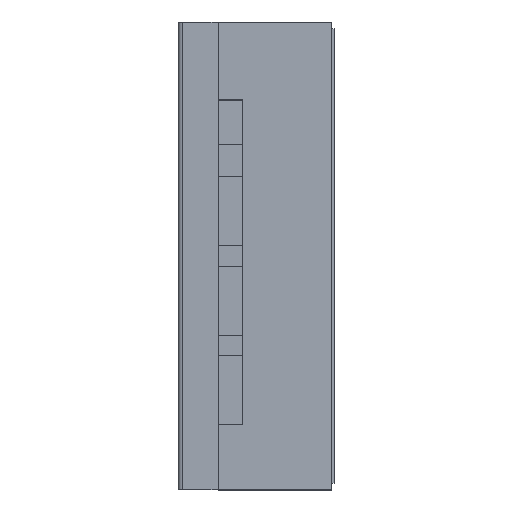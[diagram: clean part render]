
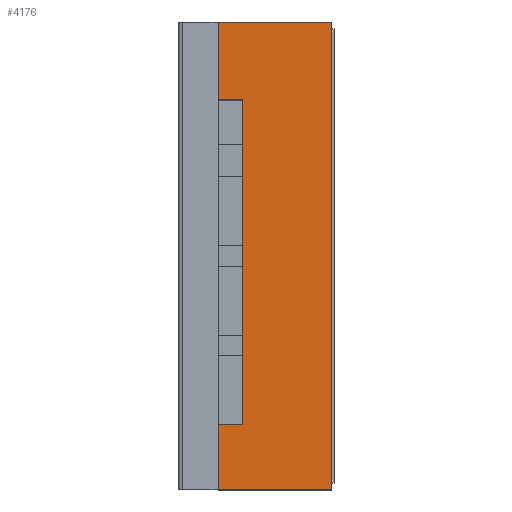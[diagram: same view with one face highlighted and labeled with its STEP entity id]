
A CAD part, left-side view. The second image highlights one B-rep face of the part: STEP entity #4176.
In plain terms, the highlighted planar face has unit normal (-1, 0, 0).
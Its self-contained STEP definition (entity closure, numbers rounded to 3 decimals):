
#80 = CARTESIAN_POINT ( 'NONE',  ( -37.5, 0., 52.5 ) ) ;
#122 = VECTOR ( 'NONE', #940, 1000. ) ;
#301 = CARTESIAN_POINT ( 'NONE',  ( -37.5, 25.5, -37.7 ) ) ;
#598 = CARTESIAN_POINT ( 'NONE',  ( -37.5, 25.5, -52.5 ) ) ;
#645 = EDGE_CURVE ( 'NONE', #1036, #2981, #1524, .T. ) ;
#659 = DIRECTION ( 'NONE',  ( 0., -1., 0. ) ) ;
#675 = CARTESIAN_POINT ( 'NONE',  ( -37.5, 25.5, 52.5 ) ) ;
#679 = VECTOR ( 'NONE', #659, 1000. ) ;
#715 = ORIENTED_EDGE ( 'NONE', *, *, #645, .T. ) ;
#778 = LINE ( 'NONE', #675, #679 ) ;
#920 = ORIENTED_EDGE ( 'NONE', *, *, #1634, .T. ) ;
#940 = DIRECTION ( 'NONE',  ( 0., 0., 1. ) ) ;
#959 = DIRECTION ( 'NONE',  ( 0., 1., 0. ) ) ;
#966 = CARTESIAN_POINT ( 'NONE',  ( -37.5, 20., 35. ) ) ;
#994 = CARTESIAN_POINT ( 'NONE',  ( -37.5, 20., 35. ) ) ;
#1036 = VERTEX_POINT ( 'NONE', #1684 ) ;
#1037 = EDGE_CURVE ( 'NONE', #2806, #2846, #3553, .T. ) ;
#1088 = FACE_OUTER_BOUND ( 'NONE', #5955, .T. ) ;
#1104 = EDGE_CURVE ( 'NONE', #5125, #2846, #3226, .T. ) ;
#1107 = LINE ( 'NONE', #1244, #5623 ) ;
#1139 = EDGE_CURVE ( 'NONE', #1926, #1587, #2550, .T. ) ;
#1212 = DIRECTION ( 'NONE',  ( 0., -1., 0. ) ) ;
#1230 = EDGE_CURVE ( 'NONE', #2279, #1926, #1648, .T. ) ;
#1244 = CARTESIAN_POINT ( 'NONE',  ( -37.5, 25.5, -52.5 ) ) ;
#1294 = EDGE_CURVE ( 'NONE', #1587, #2981, #778, .T. ) ;
#1307 = DIRECTION ( 'NONE',  ( 0., 0., 1. ) ) ;
#1396 = CARTESIAN_POINT ( 'NONE',  ( -37.5, 25.5, -52.5 ) ) ;
#1413 = DIRECTION ( 'NONE',  ( 0., 1., 0. ) ) ;
#1470 = CARTESIAN_POINT ( 'NONE',  ( -37.5, 20., -37.7 ) ) ;
#1524 = LINE ( 'NONE', #3371, #3216 ) ;
#1587 = VERTEX_POINT ( 'NONE', #1782 ) ;
#1634 = EDGE_CURVE ( 'NONE', #2806, #1036, #1107, .T. ) ;
#1636 = EDGE_CURVE ( 'NONE', #5125, #2279, #5310, .T. ) ;
#1648 = LINE ( 'NONE', #966, #1744 ) ;
#1656 = DIRECTION ( 'NONE',  ( 0., 0., 1. ) ) ;
#1684 = CARTESIAN_POINT ( 'NONE',  ( -37.5, 0., -52.5 ) ) ;
#1695 = CARTESIAN_POINT ( 'NONE',  ( -37.5, 25.5, -52.5 ) ) ;
#1725 = ORIENTED_EDGE ( 'NONE', *, *, #1037, .F. ) ;
#1744 = VECTOR ( 'NONE', #959, 1000. ) ;
#1782 = CARTESIAN_POINT ( 'NONE',  ( -37.5, 25.5, 52.5 ) ) ;
#1926 = VERTEX_POINT ( 'NONE', #4862 ) ;
#2242 = ORIENTED_EDGE ( 'NONE', *, *, #1230, .F. ) ;
#2279 = VERTEX_POINT ( 'NONE', #3560 ) ;
#2282 = DIRECTION ( 'NONE',  ( 1., 0., 0. ) ) ;
#2478 = VECTOR ( 'NONE', #1307, 1000. ) ;
#2550 = LINE ( 'NONE', #1396, #2478 ) ;
#2661 = AXIS2_PLACEMENT_3D ( 'NONE', #3658, #2282, #4122 ) ;
#2806 = VERTEX_POINT ( 'NONE', #598 ) ;
#2846 = VERTEX_POINT ( 'NONE', #301 ) ;
#2858 = VECTOR ( 'NONE', #1413, 1000. ) ;
#2981 = VERTEX_POINT ( 'NONE', #80 ) ;
#3083 = ORIENTED_EDGE ( 'NONE', *, *, #1294, .F. ) ;
#3216 = VECTOR ( 'NONE', #3308, 1000. ) ;
#3226 = LINE ( 'NONE', #1470, #2858 ) ;
#3308 = DIRECTION ( 'NONE',  ( 0., 0., 1. ) ) ;
#3371 = CARTESIAN_POINT ( 'NONE',  ( -37.5, 0., -52.5 ) ) ;
#3397 = PLANE ( 'NONE',  #2661 ) ;
#3535 = VECTOR ( 'NONE', #1656, 1000. ) ;
#3541 = ORIENTED_EDGE ( 'NONE', *, *, #1139, .F. ) ;
#3553 = LINE ( 'NONE', #1695, #3535 ) ;
#3560 = CARTESIAN_POINT ( 'NONE',  ( -37.5, 20., 35. ) ) ;
#3658 = CARTESIAN_POINT ( 'NONE',  ( -37.5, 25.5, -52.5 ) ) ;
#3917 = ORIENTED_EDGE ( 'NONE', *, *, #1636, .F. ) ;
#4122 = DIRECTION ( 'NONE',  ( 0., 0., -1. ) ) ;
#4176 = ADVANCED_FACE ( 'NONE', ( #1088 ), #3397, .F. ) ;
#4607 = ORIENTED_EDGE ( 'NONE', *, *, #1104, .T. ) ;
#4862 = CARTESIAN_POINT ( 'NONE',  ( -37.5, 25.5, 35. ) ) ;
#5125 = VERTEX_POINT ( 'NONE', #5267 ) ;
#5267 = CARTESIAN_POINT ( 'NONE',  ( -37.5, 20., -37.7 ) ) ;
#5310 = LINE ( 'NONE', #994, #122 ) ;
#5623 = VECTOR ( 'NONE', #1212, 1000. ) ;
#5955 = EDGE_LOOP ( 'NONE', ( #3917, #4607, #1725, #920, #715, #3083, #3541, #2242 ) ) ;
